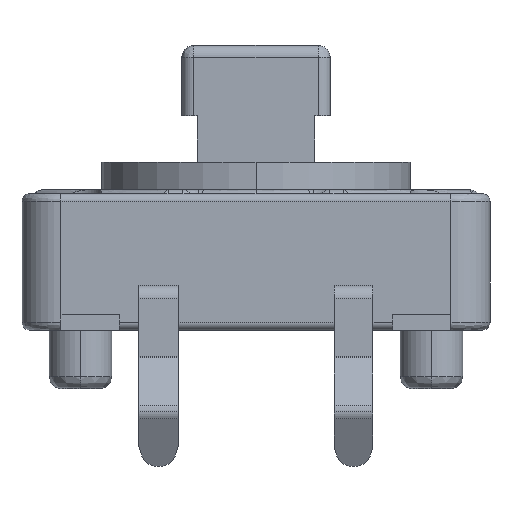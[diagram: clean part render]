
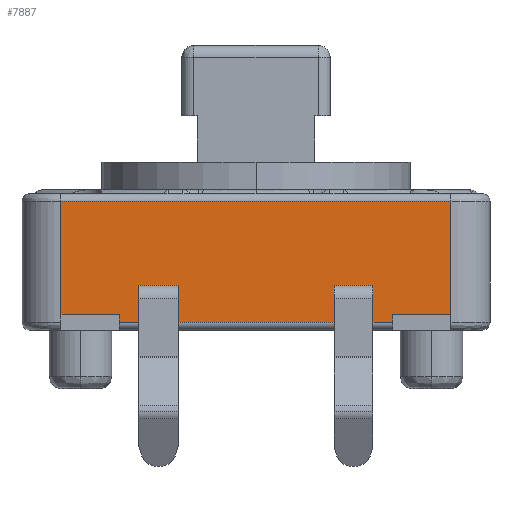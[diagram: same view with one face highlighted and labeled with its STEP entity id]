
A CAD part, left-side view. The second image highlights one B-rep face of the part: STEP entity #7887.
In plain terms, the highlighted planar face has unit normal (-1, 0, 0).
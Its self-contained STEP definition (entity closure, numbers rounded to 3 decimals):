
#5477 = VERTEX_POINT('',#5478);
#5478 = CARTESIAN_POINT('',(-6.,-5.,3.3));
#6069 = VERTEX_POINT('',#6070);
#6070 = CARTESIAN_POINT('',(-6.,5.,3.3));
#6757 = EDGE_CURVE('',#6758,#6760,#6762,.T.);
#6758 = VERTEX_POINT('',#6759);
#6759 = CARTESIAN_POINT('',(-6.,-3.,0.8));
#6760 = VERTEX_POINT('',#6761);
#6761 = CARTESIAN_POINT('',(-6.,-3.,0.2));
#6762 = LINE('',#6763,#6764);
#6763 = CARTESIAN_POINT('',(-6.,-3.,0.064));
#6764 = VECTOR('',#6765,1.);
#6765 = DIRECTION('',(0.,0.,-1.));
#6800 = VERTEX_POINT('',#6801);
#6801 = CARTESIAN_POINT('',(-6.,-3.,1.146));
#6809 = EDGE_CURVE('',#6758,#6800,#6810,.T.);
#6810 = LINE('',#6811,#6812);
#6811 = CARTESIAN_POINT('',(-6.,-3.,3.5));
#6812 = VECTOR('',#6813,1.);
#6813 = DIRECTION('',(0.,0.,1.));
#6824 = VERTEX_POINT('',#6825);
#6825 = CARTESIAN_POINT('',(-6.,-2.,1.146));
#6834 = EDGE_CURVE('',#6800,#6824,#6835,.T.);
#6835 = LINE('',#6836,#6837);
#6836 = CARTESIAN_POINT('',(-6.,0.,1.146));
#6837 = VECTOR('',#6838,1.);
#6838 = DIRECTION('',(0.,1.,0.));
#6849 = VERTEX_POINT('',#6850);
#6850 = CARTESIAN_POINT('',(-6.,-2.,0.8));
#6857 = EDGE_CURVE('',#6824,#6849,#6858,.T.);
#6858 = LINE('',#6859,#6860);
#6859 = CARTESIAN_POINT('',(-6.,-2.,3.5));
#6860 = VECTOR('',#6861,1.);
#6861 = DIRECTION('',(0.,0.,-1.));
#6872 = EDGE_CURVE('',#6849,#6873,#6875,.T.);
#6873 = VERTEX_POINT('',#6874);
#6874 = CARTESIAN_POINT('',(-6.,-2.,0.2));
#6875 = LINE('',#6876,#6877);
#6876 = CARTESIAN_POINT('',(-6.,-2.,3.5));
#6877 = VECTOR('',#6878,1.);
#6878 = DIRECTION('',(0.,0.,-1.));
#6907 = VERTEX_POINT('',#6908);
#6908 = CARTESIAN_POINT('',(-6.,2.,1.146));
#6916 = VERTEX_POINT('',#6917);
#6917 = CARTESIAN_POINT('',(-6.,2.,0.8));
#6923 = EDGE_CURVE('',#6916,#6907,#6924,.T.);
#6924 = LINE('',#6925,#6926);
#6925 = CARTESIAN_POINT('',(-6.,2.,3.5));
#6926 = VECTOR('',#6927,1.);
#6927 = DIRECTION('',(0.,0.,1.));
#6938 = VERTEX_POINT('',#6939);
#6939 = CARTESIAN_POINT('',(-6.,3.,1.146));
#6948 = EDGE_CURVE('',#6907,#6938,#6949,.T.);
#6949 = LINE('',#6950,#6951);
#6950 = CARTESIAN_POINT('',(-6.,0.,1.146));
#6951 = VECTOR('',#6952,1.);
#6952 = DIRECTION('',(0.,1.,0.));
#6963 = VERTEX_POINT('',#6964);
#6964 = CARTESIAN_POINT('',(-6.,3.,0.8));
#6971 = EDGE_CURVE('',#6938,#6963,#6972,.T.);
#6972 = LINE('',#6973,#6974);
#6973 = CARTESIAN_POINT('',(-6.,3.,3.5));
#6974 = VECTOR('',#6975,1.);
#6975 = DIRECTION('',(0.,0.,-1.));
#6987 = EDGE_CURVE('',#6069,#5477,#6988,.T.);
#6988 = LINE('',#6989,#6990);
#6989 = CARTESIAN_POINT('',(-6.,0.,3.3));
#6990 = VECTOR('',#6991,1.);
#6991 = DIRECTION('',(0.,-1.,0.));
#7002 = EDGE_CURVE('',#5477,#7003,#7005,.T.);
#7003 = VERTEX_POINT('',#7004);
#7004 = CARTESIAN_POINT('',(-6.,-5.,0.4));
#7005 = LINE('',#7006,#7007);
#7006 = CARTESIAN_POINT('',(-6.,-5.,3.5));
#7007 = VECTOR('',#7008,1.);
#7008 = DIRECTION('',(0.,0.,-1.));
#7069 = VERTEX_POINT('',#7070);
#7070 = CARTESIAN_POINT('',(-6.,2.,0.2));
#7076 = EDGE_CURVE('',#7069,#6916,#7077,.T.);
#7077 = LINE('',#7078,#7079);
#7078 = CARTESIAN_POINT('',(-6.,2.,3.5));
#7079 = VECTOR('',#7080,1.);
#7080 = DIRECTION('',(0.,0.,1.));
#7105 = EDGE_CURVE('',#6963,#7106,#7108,.T.);
#7106 = VERTEX_POINT('',#7107);
#7107 = CARTESIAN_POINT('',(-6.,3.,0.2));
#7108 = LINE('',#7109,#7110);
#7109 = CARTESIAN_POINT('',(-6.,3.,3.5));
#7110 = VECTOR('',#7111,1.);
#7111 = DIRECTION('',(0.,0.,-1.));
#7155 = EDGE_CURVE('',#7156,#6069,#7158,.T.);
#7156 = VERTEX_POINT('',#7157);
#7157 = CARTESIAN_POINT('',(-6.,5.,0.4));
#7158 = LINE('',#7159,#7160);
#7159 = CARTESIAN_POINT('',(-6.,5.,3.5));
#7160 = VECTOR('',#7161,1.);
#7161 = DIRECTION('',(0.,0.,1.));
#7839 = VERTEX_POINT('',#7840);
#7840 = CARTESIAN_POINT('',(-6.,-3.5,0.4));
#7860 = EDGE_CURVE('',#7003,#7839,#7861,.T.);
#7861 = LINE('',#7862,#7863);
#7862 = CARTESIAN_POINT('',(-6.,0.,0.4));
#7863 = VECTOR('',#7864,1.);
#7864 = DIRECTION('',(0.,1.,0.));
#7887 = ADVANCED_FACE('',(#7888),#7946,.F.);
#7888 = FACE_BOUND('',#7889,.T.);
#7889 = EDGE_LOOP('',(#7890,#7891,#7892,#7893,#7901,#7909,#7915,#7916,
    #7917,#7918,#7919,#7920,#7926,#7927,#7928,#7929,#7930,#7931,#7939,
    #7945));
#7890 = ORIENTED_EDGE('',*,*,#7002,.F.);
#7891 = ORIENTED_EDGE('',*,*,#6987,.F.);
#7892 = ORIENTED_EDGE('',*,*,#7155,.F.);
#7893 = ORIENTED_EDGE('',*,*,#7894,.T.);
#7894 = EDGE_CURVE('',#7156,#7895,#7897,.T.);
#7895 = VERTEX_POINT('',#7896);
#7896 = CARTESIAN_POINT('',(-6.,3.5,0.4));
#7897 = LINE('',#7898,#7899);
#7898 = CARTESIAN_POINT('',(-6.,5.,0.4));
#7899 = VECTOR('',#7900,1.);
#7900 = DIRECTION('',(0.,-1.,0.));
#7901 = ORIENTED_EDGE('',*,*,#7902,.F.);
#7902 = EDGE_CURVE('',#7903,#7895,#7905,.T.);
#7903 = VERTEX_POINT('',#7904);
#7904 = CARTESIAN_POINT('',(-6.,3.5,0.2));
#7905 = LINE('',#7906,#7907);
#7906 = CARTESIAN_POINT('',(-6.,3.5,3.5));
#7907 = VECTOR('',#7908,1.);
#7908 = DIRECTION('',(0.,0.,1.));
#7909 = ORIENTED_EDGE('',*,*,#7910,.F.);
#7910 = EDGE_CURVE('',#7106,#7903,#7911,.T.);
#7911 = LINE('',#7912,#7913);
#7912 = CARTESIAN_POINT('',(-6.,0.,0.2));
#7913 = VECTOR('',#7914,1.);
#7914 = DIRECTION('',(0.,1.,0.));
#7915 = ORIENTED_EDGE('',*,*,#7105,.F.);
#7916 = ORIENTED_EDGE('',*,*,#6971,.F.);
#7917 = ORIENTED_EDGE('',*,*,#6948,.F.);
#7918 = ORIENTED_EDGE('',*,*,#6923,.F.);
#7919 = ORIENTED_EDGE('',*,*,#7076,.F.);
#7920 = ORIENTED_EDGE('',*,*,#7921,.F.);
#7921 = EDGE_CURVE('',#6873,#7069,#7922,.T.);
#7922 = LINE('',#7923,#7924);
#7923 = CARTESIAN_POINT('',(-6.,0.,0.2));
#7924 = VECTOR('',#7925,1.);
#7925 = DIRECTION('',(0.,1.,0.));
#7926 = ORIENTED_EDGE('',*,*,#6872,.F.);
#7927 = ORIENTED_EDGE('',*,*,#6857,.F.);
#7928 = ORIENTED_EDGE('',*,*,#6834,.F.);
#7929 = ORIENTED_EDGE('',*,*,#6809,.F.);
#7930 = ORIENTED_EDGE('',*,*,#6757,.T.);
#7931 = ORIENTED_EDGE('',*,*,#7932,.F.);
#7932 = EDGE_CURVE('',#7933,#6760,#7935,.T.);
#7933 = VERTEX_POINT('',#7934);
#7934 = CARTESIAN_POINT('',(-6.,-3.5,0.2));
#7935 = LINE('',#7936,#7937);
#7936 = CARTESIAN_POINT('',(-6.,0.,0.2));
#7937 = VECTOR('',#7938,1.);
#7938 = DIRECTION('',(0.,1.,0.));
#7939 = ORIENTED_EDGE('',*,*,#7940,.F.);
#7940 = EDGE_CURVE('',#7839,#7933,#7941,.T.);
#7941 = LINE('',#7942,#7943);
#7942 = CARTESIAN_POINT('',(-6.,-3.5,0.4));
#7943 = VECTOR('',#7944,1.);
#7944 = DIRECTION('',(0.,0.,-1.));
#7945 = ORIENTED_EDGE('',*,*,#7860,.F.);
#7946 = PLANE('',#7947);
#7947 = AXIS2_PLACEMENT_3D('',#7948,#7949,#7950);
#7948 = CARTESIAN_POINT('',(-6.,0.,3.5));
#7949 = DIRECTION('',(1.,0.,0.));
#7950 = DIRECTION('',(0.,0.,-1.));
